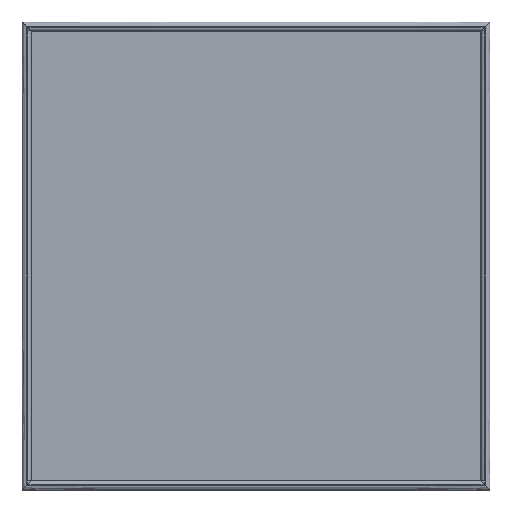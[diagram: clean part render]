
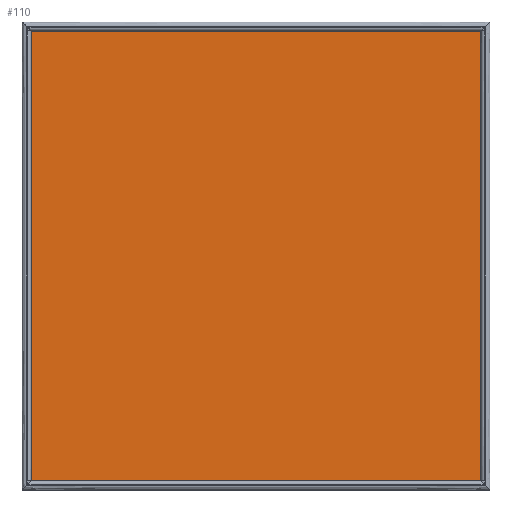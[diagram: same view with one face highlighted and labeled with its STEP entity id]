
A CAD part, top view. The second image highlights one B-rep face of the part: STEP entity #110.
In plain terms, the highlighted free-form (B-spline) face has degree [1, 1] with [2, 2] control points.
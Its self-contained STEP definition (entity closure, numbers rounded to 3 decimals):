
#110=ADVANCED_FACE($,(#170),#792,.T.);
#170=FACE_OUTER_BOUND($,#232,.T.);
#232=EDGE_LOOP($,(#488,#489,#490,#491));
#488=ORIENTED_EDGE($,*,*,#642,.T.);
#489=ORIENTED_EDGE($,*,*,#648,.T.);
#490=ORIENTED_EDGE($,*,*,#647,.T.);
#491=ORIENTED_EDGE($,*,*,#646,.T.);
#642=EDGE_CURVE($,#741,#747,#924,.T.);
#646=EDGE_CURVE($,#745,#741,#928,.T.);
#647=EDGE_CURVE($,#746,#745,#929,.T.);
#648=EDGE_CURVE($,#747,#746,#930,.T.);
#741=VERTEX_POINT($,#3062);
#745=VERTEX_POINT($,#3066);
#746=VERTEX_POINT($,#3067);
#747=VERTEX_POINT($,#3068);
#792=B_SPLINE_SURFACE_WITH_KNOTS($,1,1,((#3045,#3046),(#3047,#3048)),.UNSPECIFIED.,
.F.,.F.,.F.,(2,2),(2,2),(0.,500.),(0.,500.),.UNSPECIFIED.);
#924=B_SPLINE_CURVE_WITH_KNOTS($,1,(#3017,#3018),.UNSPECIFIED.,.F.,.F.,(2,
2),(10.,510.),.UNSPECIFIED.);
#928=B_SPLINE_CURVE_WITH_KNOTS($,1,(#3025,#3026),.UNSPECIFIED.,.F.,.F.,(2,
2),(1510.,2010.),.UNSPECIFIED.);
#929=B_SPLINE_CURVE_WITH_KNOTS($,1,(#3027,#3028),.UNSPECIFIED.,.F.,.F.,(2,
2),(1010.,1510.),.UNSPECIFIED.);
#930=B_SPLINE_CURVE_WITH_KNOTS($,1,(#3029,#3030),.UNSPECIFIED.,.F.,.F.,(2,
2),(510.,1010.),.UNSPECIFIED.);
#3017=CARTESIAN_POINT($,(-1813.,2790.358,317.));
#3018=CARTESIAN_POINT($,(-1313.,2790.358,317.));
#3025=CARTESIAN_POINT($,(-1813.,3290.358,317.));
#3026=CARTESIAN_POINT($,(-1813.,2790.358,317.));
#3027=CARTESIAN_POINT($,(-1313.,3290.358,317.));
#3028=CARTESIAN_POINT($,(-1813.,3290.358,317.));
#3029=CARTESIAN_POINT($,(-1313.,2790.358,317.));
#3030=CARTESIAN_POINT($,(-1313.,3290.358,317.));
#3045=CARTESIAN_POINT($,(-1813.,2790.358,317.));
#3046=CARTESIAN_POINT($,(-1813.,3290.358,317.));
#3047=CARTESIAN_POINT($,(-1313.,2790.358,317.));
#3048=CARTESIAN_POINT($,(-1313.,3290.358,317.));
#3062=CARTESIAN_POINT($,(-1813.,2790.358,317.));
#3066=CARTESIAN_POINT($,(-1813.,3290.358,317.));
#3067=CARTESIAN_POINT($,(-1313.,3290.358,317.));
#3068=CARTESIAN_POINT($,(-1313.,2790.358,317.));
